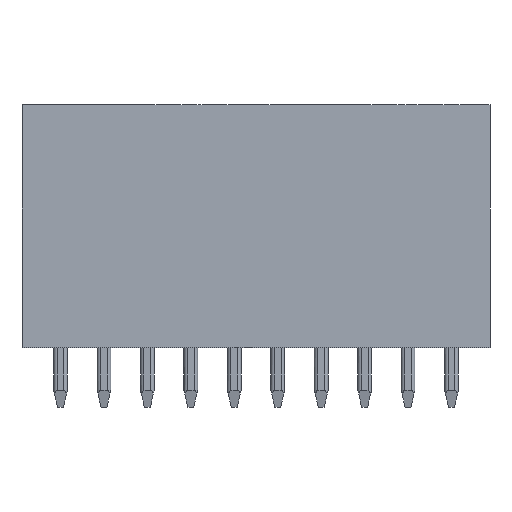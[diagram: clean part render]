
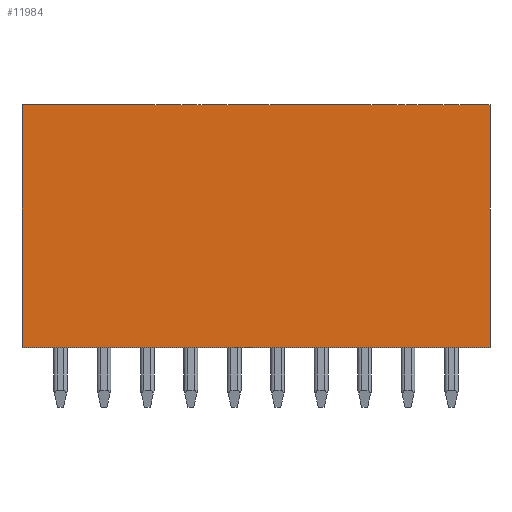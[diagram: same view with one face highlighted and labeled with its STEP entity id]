
A CAD part, left-side view. The second image highlights one B-rep face of the part: STEP entity #11984.
In plain terms, the highlighted planar face has unit normal (-1, 0, 0).
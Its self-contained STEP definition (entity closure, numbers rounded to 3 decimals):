
#161=DIRECTION('',(0.,1.,0.));
#162=VECTOR('',#161,27.36);
#163=CARTESIAN_POINT('',(-5.25,-25.11,7.1));
#164=LINE('',#163,#162);
#791=DIRECTION('',(0.,-1.,0.));
#792=VECTOR('',#791,27.36);
#793=CARTESIAN_POINT('',(-5.25,2.25,-7.1));
#794=LINE('',#793,#792);
#9545=DIRECTION('',(0.,0.,-1.));
#9546=VECTOR('',#9545,14.2);
#9547=CARTESIAN_POINT('',(-5.25,-25.11,7.1));
#9548=LINE('',#9547,#9546);
#9569=DIRECTION('',(0.,0.,1.));
#9570=VECTOR('',#9569,14.2);
#9571=CARTESIAN_POINT('',(-5.25,2.25,-7.1));
#9572=LINE('',#9571,#9570);
#9665=CARTESIAN_POINT('',(-5.25,2.25,-7.1));
#9666=VERTEX_POINT('',#9665);
#9667=CARTESIAN_POINT('',(-5.25,2.25,7.1));
#9668=VERTEX_POINT('',#9667);
#9669=CARTESIAN_POINT('',(-5.25,-25.11,7.1));
#9670=CARTESIAN_POINT('',(-5.25,-25.11,-7.1));
#9671=VERTEX_POINT('',#9669);
#9672=VERTEX_POINT('',#9670);
#11969=CARTESIAN_POINT('',(-5.25,-24.13,-7.1));
#11970=DIRECTION('',(-1.,0.,0.));
#11971=DIRECTION('',(0.,0.,1.));
#11972=AXIS2_PLACEMENT_3D('',#11969,#11970,#11971);
#11973=PLANE('',#11972);
#11975=ORIENTED_EDGE('',*,*,#11974,.F.);
#11977=ORIENTED_EDGE('',*,*,#11976,.T.);
#11979=ORIENTED_EDGE('',*,*,#11978,.F.);
#11981=ORIENTED_EDGE('',*,*,#11980,.T.);
#11982=EDGE_LOOP('',(#11975,#11977,#11979,#11981));
#11983=FACE_OUTER_BOUND('',#11982,.F.);
#11984=ADVANCED_FACE('',(#11983),#11973,.T.);
#11974=EDGE_CURVE('',#9671,#9668,#164,.T.);
#11976=EDGE_CURVE('',#9671,#9672,#9548,.T.);
#11978=EDGE_CURVE('',#9666,#9672,#794,.T.);
#11980=EDGE_CURVE('',#9666,#9668,#9572,.T.);
